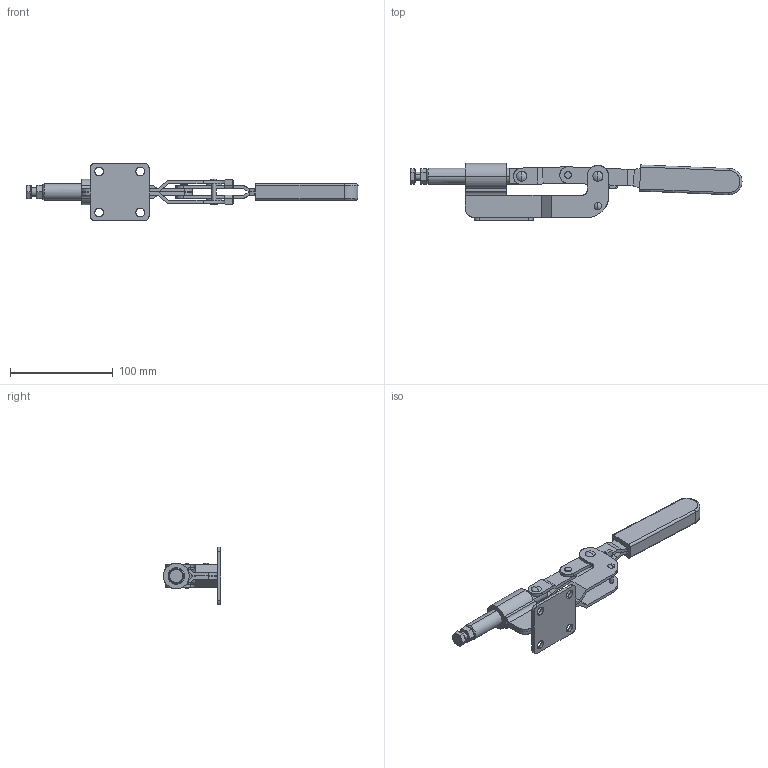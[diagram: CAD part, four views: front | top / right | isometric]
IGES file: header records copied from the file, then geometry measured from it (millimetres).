
Start section: SolidWorks IGES file using analytic representation for surfaces
Global section: file name: 0HGH-36060(簡化).IGS; native system: SolidWorks 2016; preprocessor: SolidWorks 2016; author: LinWei; date: 200703.171311; units: millimetre
Bounding box: 322.5 x 55.5 x 56 mm (x, y, z)
Surface area: 52638.8 mm2 (no closed solid volume)
Topology: 0 solids, 0 shells, 245 faces, 3864 edges, 3859 vertices
Faces by surface type: bspline 130, revolution 115
